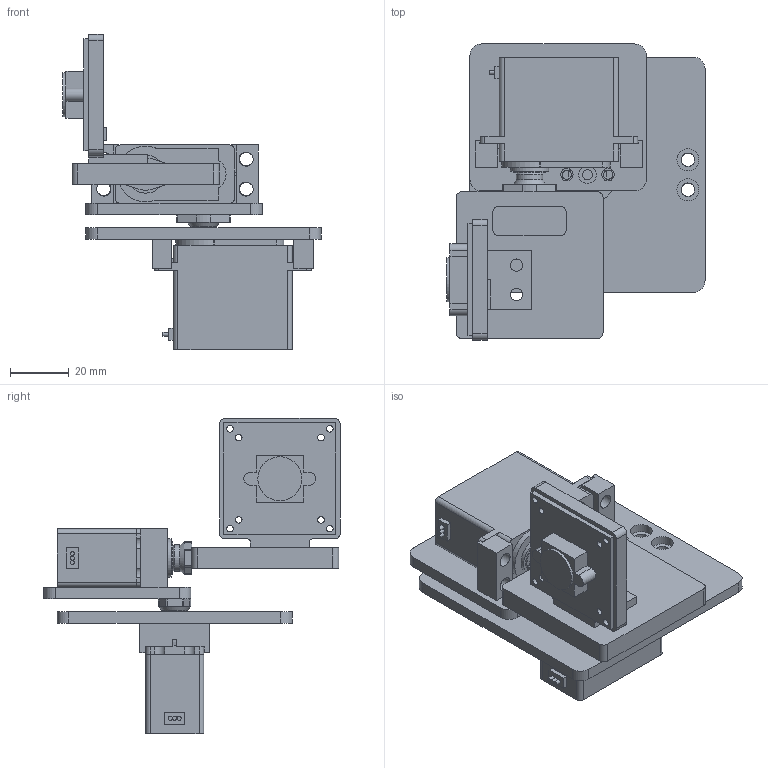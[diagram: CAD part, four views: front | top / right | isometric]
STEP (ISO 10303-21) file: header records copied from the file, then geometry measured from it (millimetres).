
FILE_DESCRIPTION(('FreeCAD Model'),'2;1');
FILE_NAME('Open CASCADE Shape Model','2023-12-05T10:07:40',(''),(''), 'Open CASCADE STEP processor 7.7','FreeCAD','Unknown');
FILE_SCHEMA(('AUTOMOTIVE_DESIGN { 1 0 10303 214 1 1 1 1 }'));
Length unit declared in the file: millimetre
Products named in the file (23): Assembly; Base_Plate_Assembly; Base_Plate; Body; Hitec_D625MW; Gear; Wires; Top_Base_Assembly; Top_Base; Servo_Horn; Camera_Base_Assembly; Part; Binder(Pocket); DatumPlane; Camera_Holder_Assembly; Arducam_B0197
Assembly tree (24 placements, depth 5):
  Assembly
    Base_Plate_Assembly
      Base_Plate
        Body
      Hitec_D625MW
        Body
        Gear
        Wires
    Top_Base_Assembly
      Top_Base
        Body
      Servo_Horn
        Body
      Hitec_D625MW
        Body
        Gear
        Wires
    Camera_Base_Assembly
      Part
        Binder(Pocket)
        DatumPlane
        Body
      Servo_Horn
        Body
      Camera_Holder_Assembly
        Part
          Body
        Arducam_B0197
          Body
Bounding box: 87.8 x 100.8 x 107.2 mm (x, y, z)
Volume: 123825.9 mm3; surface area: 52895.8 mm2
Topology: 13 solids, 14 shells, 381 faces, 1020 edges, 687 vertices
Faces by surface type: plane 239, cylinder 138, cone 4
Full cylindrical faces by diameter (mm): 1.4 x6, 2.25 x8, 2.5 x4, 3.15 x4, 3.4 x2, 4.2 x8, 4.6 x4, 4.8 x4, 5.95 x2, 6 x4, 7.5 x4, 9 x2, 11 x2, 13 x2, 15 x1, 20 x1
Entity records: 9539 total; most frequent: CARTESIAN_POINT 1591, DIRECTION 1575, ORIENTED_EDGE 1491, EDGE_CURVE 753, LINE 533, VECTOR 533, AXIS2_PLACEMENT_3D 521, VERTEX_POINT 507
